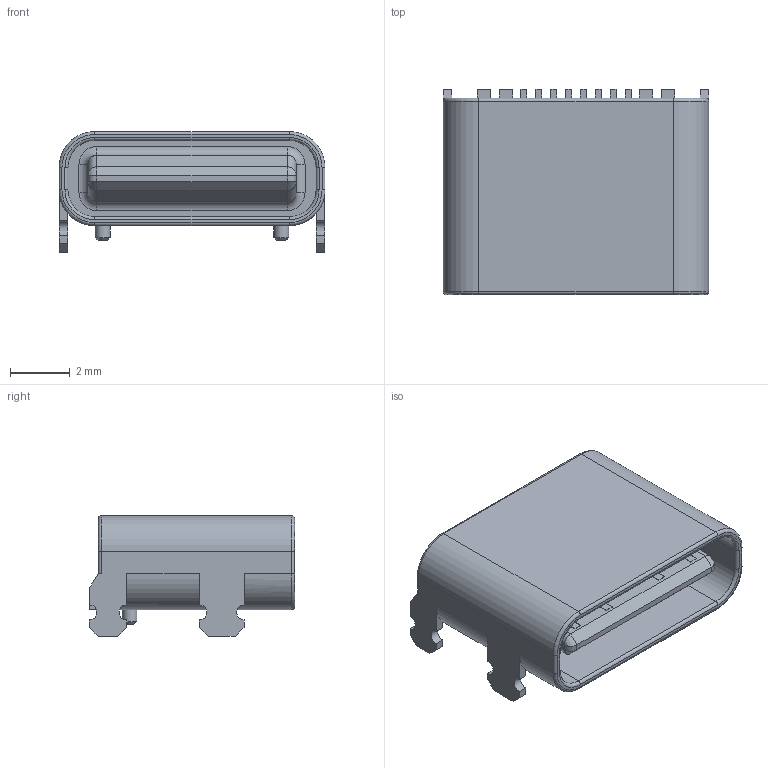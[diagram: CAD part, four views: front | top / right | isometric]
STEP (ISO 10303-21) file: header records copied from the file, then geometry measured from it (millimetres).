
FILE_DESCRIPTION (( 'STEP AP214' ), '1' );
FILE_NAME ('JAE_SJ121836_USB_C_Plug_RA_SM.STEP', '2020-02-29T11:05:02', ( '' ), ( '' ), 'SwSTEP 2.0', 'SolidWorks 2016', '' );
FILE_SCHEMA (( 'AUTOMOTIVE_DESIGN' ));
Length unit declared in the file: millimetre
Products named in the file (1): JAE_SJ121836_USB_C_Plug_RA_SM
Bounding box: 8.94 x 6.9 x 4.06 mm (x, y, z)
Volume: 118.3 mm3; surface area: 443.1 mm2
Topology: 11 solids, 11 shells, 313 faces, 777 edges, 490 vertices
Faces by surface type: plane 232, cylinder 59, torus 16, bspline 4, cone 2
Full cylindrical faces by diameter (mm): 0.5 x2
Entity records: 9716 total; most frequent: CARTESIAN_POINT 1767, ORIENTED_EDGE 1538, DIRECTION 1485, EDGE_CURVE 769, VECTOR 625, LINE 625, VERTEX_POINT 490, AXIS2_PLACEMENT_3D 430
